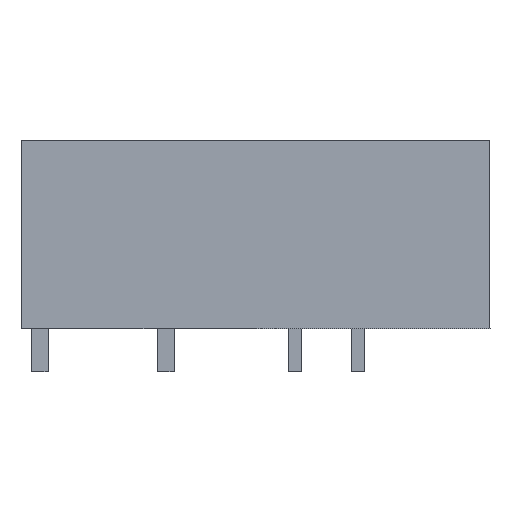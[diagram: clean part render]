
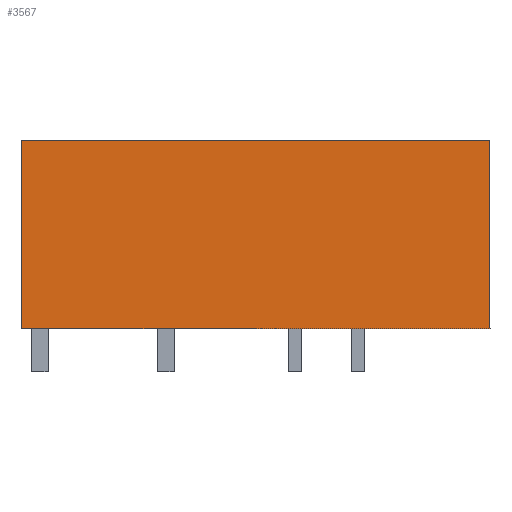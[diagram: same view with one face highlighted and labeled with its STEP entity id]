
A CAD part, left-side view. The second image highlights one B-rep face of the part: STEP entity #3567.
In plain terms, the highlighted planar face has unit normal (-1, 0, 0).
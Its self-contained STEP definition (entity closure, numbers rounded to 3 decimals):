
#3554=AXIS2_PLACEMENT_3D('Plane Axis2P3D',#3551,#3552,#3553) ;
#1246=CARTESIAN_POINT('Vertex',(0.,28.3,2.6)) ;
#1249=CARTESIAN_POINT('Line Origine',(0.,28.3,8.3)) ;
#1253=CARTESIAN_POINT('Vertex',(0.,28.3,14.)) ;
#1316=CARTESIAN_POINT('Line Origine',(0.,14.15,14.)) ;
#1320=CARTESIAN_POINT('Vertex',(0.,0.,14.)) ;
#3116=CARTESIAN_POINT('Line Origine',(0.,0.,8.3)) ;
#3120=CARTESIAN_POINT('Vertex',(0.,0.,2.6)) ;
#3551=CARTESIAN_POINT('Axis2P3D Location',(0.,28.3,-0.9)) ;
#3556=CARTESIAN_POINT('Line Origine',(0.,14.15,2.6)) ;
#1250=DIRECTION('Vector Direction',(0.,0.,1.)) ;
#1317=DIRECTION('Vector Direction',(0.,1.,0.)) ;
#3117=DIRECTION('Vector Direction',(0.,0.,-1.)) ;
#3552=DIRECTION('Axis2P3D Direction',(-1.,0.,0.)) ;
#3553=DIRECTION('Axis2P3D XDirection',(0.,-1.,0.)) ;
#3557=DIRECTION('Vector Direction',(0.,1.,0.)) ;
#1251=VECTOR('Line Direction',#1250,1.) ;
#1318=VECTOR('Line Direction',#1317,1.) ;
#3118=VECTOR('Line Direction',#3117,1.) ;
#3558=VECTOR('Line Direction',#3557,1.) ;
#3562=ORIENTED_EDGE('',*,*,#3560,.F.) ;
#3563=ORIENTED_EDGE('',*,*,#3122,.F.) ;
#3564=ORIENTED_EDGE('',*,*,#1322,.T.) ;
#3565=ORIENTED_EDGE('',*,*,#1255,.T.) ;
#3567=ADVANCED_FACE('housing',(#3566),#3555,.T.) ;
#1255=EDGE_CURVE('',#1254,#1247,#1252,.F.) ;
#1322=EDGE_CURVE('',#1321,#1254,#1319,.T.) ;
#3122=EDGE_CURVE('',#1321,#3121,#3119,.T.) ;
#3560=EDGE_CURVE('',#3121,#1247,#3559,.T.) ;
#3561=EDGE_LOOP('',(#3562,#3563,#3564,#3565)) ;
#3566=FACE_OUTER_BOUND('',#3561,.T.) ;
#1252=LINE('Line',#1249,#1251) ;
#1319=LINE('Line',#1316,#1318) ;
#3119=LINE('Line',#3116,#3118) ;
#3559=LINE('Line',#3556,#3558) ;
#3555=PLANE('',#3554) ;
#1247=VERTEX_POINT('',#1246) ;
#1254=VERTEX_POINT('',#1253) ;
#1321=VERTEX_POINT('',#1320) ;
#3121=VERTEX_POINT('',#3120) ;
